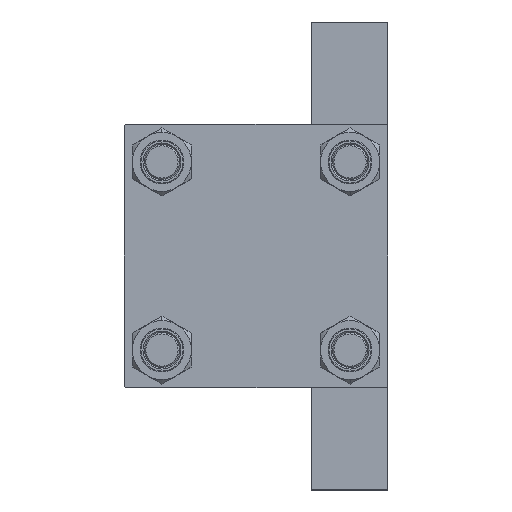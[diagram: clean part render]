
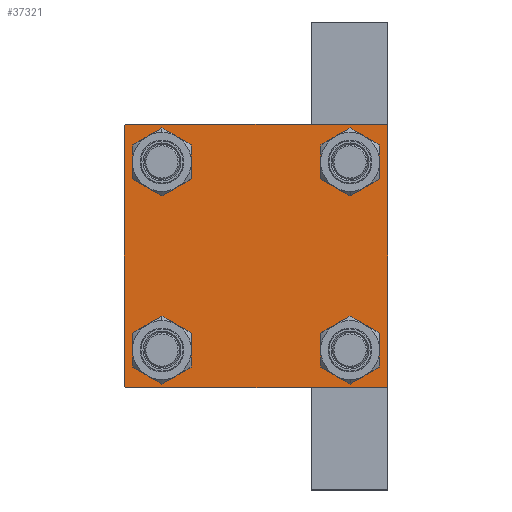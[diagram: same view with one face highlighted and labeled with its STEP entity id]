
A CAD part, left-side view. The second image highlights one B-rep face of the part: STEP entity #37321.
In plain terms, the highlighted planar face has unit normal (-1, 0, 0).
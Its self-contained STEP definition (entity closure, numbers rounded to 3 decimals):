
#53 = CARTESIAN_POINT ( 'NONE',  ( 0., 32.15, 25.65 ) ) ;
#351 = EDGE_LOOP ( 'NONE', ( #43971, #16144 ) ) ;
#595 = LINE ( 'NONE', #37456, #18497 ) ;
#630 = DIRECTION ( 'NONE',  ( 0., 0., 1. ) ) ;
#1247 = VERTEX_POINT ( 'NONE', #13897 ) ;
#1588 = CIRCLE ( 'NONE', #34876, 6.5 ) ;
#3333 = VERTEX_POINT ( 'NONE', #12071 ) ;
#3527 = AXIS2_PLACEMENT_3D ( 'NONE', #10579, #18126, #29506 ) ;
#3535 = CARTESIAN_POINT ( 'NONE',  ( 0., 44.75, 44.75 ) ) ;
#4009 = AXIS2_PLACEMENT_3D ( 'NONE', #28966, #17327, #14165 ) ;
#4834 = EDGE_LOOP ( 'NONE', ( #32530, #7740 ) ) ;
#4842 = LINE ( 'NONE', #24953, #47389 ) ;
#5430 = VERTEX_POINT ( 'NONE', #19113 ) ;
#5763 = DIRECTION ( 'NONE',  ( 0., 0., 1. ) ) ;
#5974 = VERTEX_POINT ( 'NONE', #31281 ) ;
#5994 = LINE ( 'NONE', #16913, #39964 ) ;
#7397 = DIRECTION ( 'NONE',  ( 0., 0., 1. ) ) ;
#7486 = LINE ( 'NONE', #42963, #21357 ) ;
#7740 = ORIENTED_EDGE ( 'NONE', *, *, #14573, .T. ) ;
#8059 = VERTEX_POINT ( 'NONE', #27717 ) ;
#8106 = DIRECTION ( 'NONE',  ( 0., 0., -1. ) ) ;
#8409 = CIRCLE ( 'NONE', #28570, 6.5 ) ;
#8710 = PLANE ( 'NONE',  #9427 ) ;
#8741 = CARTESIAN_POINT ( 'NONE',  ( 0., 45., 45. ) ) ;
#8821 = CIRCLE ( 'NONE', #15793, 6.5 ) ;
#9179 = DIRECTION ( 'NONE',  ( 0., 0., 1. ) ) ;
#9427 = AXIS2_PLACEMENT_3D ( 'NONE', #46046, #42405, #9179 ) ;
#9647 = VERTEX_POINT ( 'NONE', #10588 ) ;
#9761 = DIRECTION ( 'NONE',  ( 0., 0., 1. ) ) ;
#9873 = EDGE_CURVE ( 'NONE', #43907, #9647, #8821, .T. ) ;
#10047 = ORIENTED_EDGE ( 'NONE', *, *, #9873, .T. ) ;
#10100 = VERTEX_POINT ( 'NONE', #26309 ) ;
#10204 = CARTESIAN_POINT ( 'NONE',  ( 0., 32.15, 38.65 ) ) ;
#10579 = CARTESIAN_POINT ( 'NONE',  ( 0., -32.15, -32.15 ) ) ;
#10588 = CARTESIAN_POINT ( 'NONE',  ( 0., 32.15, -25.65 ) ) ;
#11189 = VERTEX_POINT ( 'NONE', #47661 ) ;
#11327 = AXIS2_PLACEMENT_3D ( 'NONE', #42143, #35109, #5763 ) ;
#12071 = CARTESIAN_POINT ( 'NONE',  ( 0., 44.5, -45. ) ) ;
#13579 = VERTEX_POINT ( 'NONE', #40586 ) ;
#13897 = CARTESIAN_POINT ( 'NONE',  ( 0., 45., -44.5 ) ) ;
#13911 = CIRCLE ( 'NONE', #26326, 6.5 ) ;
#14165 = DIRECTION ( 'NONE',  ( 0., 0., 1. ) ) ;
#14275 = CARTESIAN_POINT ( 'NONE',  ( 0., 45., 45. ) ) ;
#14441 = DIRECTION ( 'NONE',  ( 0., 0., 1. ) ) ;
#14573 = EDGE_CURVE ( 'NONE', #47202, #22607, #34413, .T. ) ;
#15793 = AXIS2_PLACEMENT_3D ( 'NONE', #26368, #41139, #26848 ) ;
#16002 = FACE_OUTER_BOUND ( 'NONE', #36094, .T. ) ;
#16144 = ORIENTED_EDGE ( 'NONE', *, *, #28459, .T. ) ;
#16199 = EDGE_CURVE ( 'NONE', #24145, #36845, #41961, .T. ) ;
#16475 = FACE_BOUND ( 'NONE', #351, .T. ) ;
#16913 = CARTESIAN_POINT ( 'NONE',  ( 0., 44.75, -44.75 ) ) ;
#17327 = DIRECTION ( 'NONE',  ( 1., 0., 0. ) ) ;
#17908 = DIRECTION ( 'NONE',  ( 0., 0.707, 0.707 ) ) ;
#18126 = DIRECTION ( 'NONE',  ( 1., 0., 0. ) ) ;
#18497 = VECTOR ( 'NONE', #8106, 1000. ) ;
#18557 = CARTESIAN_POINT ( 'NONE',  ( 0., 44.5, 45. ) ) ;
#18874 = VECTOR ( 'NONE', #36584, 1000. ) ;
#19065 = CARTESIAN_POINT ( 'NONE',  ( 0., 32.15, -32.15 ) ) ;
#19068 = EDGE_LOOP ( 'NONE', ( #44865, #10047 ) ) ;
#19113 = CARTESIAN_POINT ( 'NONE',  ( 0., -45., -44.5 ) ) ;
#19131 = ORIENTED_EDGE ( 'NONE', *, *, #19369, .F. ) ;
#19369 = EDGE_CURVE ( 'NONE', #11189, #5430, #595, .T. ) ;
#19560 = EDGE_CURVE ( 'NONE', #10100, #13579, #8409, .T. ) ;
#20118 = FACE_BOUND ( 'NONE', #4834, .T. ) ;
#20599 = VECTOR ( 'NONE', #43625, 1000. ) ;
#20745 = EDGE_LOOP ( 'NONE', ( #36125, #24008 ) ) ;
#20984 = ORIENTED_EDGE ( 'NONE', *, *, #26777, .T. ) ;
#21357 = VECTOR ( 'NONE', #22276, 1000. ) ;
#21883 = EDGE_CURVE ( 'NONE', #5974, #1247, #39734, .T. ) ;
#22276 = DIRECTION ( 'NONE',  ( 0., -1., 0. ) ) ;
#22419 = CARTESIAN_POINT ( 'NONE',  ( 0., 32.15, 32.15 ) ) ;
#22607 = VERTEX_POINT ( 'NONE', #10204 ) ;
#22704 = DIRECTION ( 'NONE',  ( 1., 0., 0. ) ) ;
#24008 = ORIENTED_EDGE ( 'NONE', *, *, #34602, .T. ) ;
#24145 = VERTEX_POINT ( 'NONE', #18557 ) ;
#24147 = EDGE_CURVE ( 'NONE', #24145, #5974, #41098, .T. ) ;
#24362 = ORIENTED_EDGE ( 'NONE', *, *, #28418, .T. ) ;
#24953 = CARTESIAN_POINT ( 'NONE',  ( 0., -44.75, 44.75 ) ) ;
#25060 = CARTESIAN_POINT ( 'NONE',  ( 0., -32.15, 32.15 ) ) ;
#25557 = EDGE_CURVE ( 'NONE', #3333, #8059, #7486, .T. ) ;
#26309 = CARTESIAN_POINT ( 'NONE',  ( 0., -32.15, 38.65 ) ) ;
#26326 = AXIS2_PLACEMENT_3D ( 'NONE', #34821, #43769, #14441 ) ;
#26368 = CARTESIAN_POINT ( 'NONE',  ( 0., 32.15, -32.15 ) ) ;
#26777 = EDGE_CURVE ( 'NONE', #8059, #5430, #47271, .T. ) ;
#26848 = DIRECTION ( 'NONE',  ( 0., 0., 1. ) ) ;
#27008 = VERTEX_POINT ( 'NONE', #43309 ) ;
#27634 = FACE_BOUND ( 'NONE', #20745, .T. ) ;
#27717 = CARTESIAN_POINT ( 'NONE',  ( 0., -44.5, -45. ) ) ;
#28418 = EDGE_CURVE ( 'NONE', #1247, #3333, #5994, .T. ) ;
#28459 = EDGE_CURVE ( 'NONE', #13579, #10100, #29150, .T. ) ;
#28570 = AXIS2_PLACEMENT_3D ( 'NONE', #25060, #32559, #9761 ) ;
#28573 = EDGE_CURVE ( 'NONE', #30819, #27008, #45330, .T. ) ;
#28681 = ORIENTED_EDGE ( 'NONE', *, *, #24147, .T. ) ;
#28856 = CARTESIAN_POINT ( 'NONE',  ( 0., -44.75, -44.75 ) ) ;
#28966 = CARTESIAN_POINT ( 'NONE',  ( 0., -32.15, -32.15 ) ) ;
#29150 = CIRCLE ( 'NONE', #11327, 6.5 ) ;
#29506 = DIRECTION ( 'NONE',  ( 0., 0., 1. ) ) ;
#29668 = CARTESIAN_POINT ( 'NONE',  ( 0., -44.5, 45. ) ) ;
#30057 = EDGE_CURVE ( 'NONE', #22607, #47202, #13911, .T. ) ;
#30819 = VERTEX_POINT ( 'NONE', #40675 ) ;
#31281 = CARTESIAN_POINT ( 'NONE',  ( 0., 45., 44.5 ) ) ;
#32530 = ORIENTED_EDGE ( 'NONE', *, *, #30057, .T. ) ;
#32559 = DIRECTION ( 'NONE',  ( 1., 0., 0. ) ) ;
#34190 = FACE_BOUND ( 'NONE', #19068, .T. ) ;
#34350 = ORIENTED_EDGE ( 'NONE', *, *, #16199, .F. ) ;
#34413 = CIRCLE ( 'NONE', #43676, 6.5 ) ;
#34602 = EDGE_CURVE ( 'NONE', #27008, #30819, #38868, .T. ) ;
#34821 = CARTESIAN_POINT ( 'NONE',  ( 0., 32.15, 32.15 ) ) ;
#34876 = AXIS2_PLACEMENT_3D ( 'NONE', #19065, #22704, #630 ) ;
#35109 = DIRECTION ( 'NONE',  ( 1., 0., 0. ) ) ;
#36094 = EDGE_LOOP ( 'NONE', ( #47660, #24362, #40583, #20984, #19131, #38390, #34350, #28681 ) ) ;
#36125 = ORIENTED_EDGE ( 'NONE', *, *, #28573, .T. ) ;
#36584 = DIRECTION ( 'NONE',  ( 0., 0., -1. ) ) ;
#36845 = VERTEX_POINT ( 'NONE', #29668 ) ;
#37321 = ADVANCED_FACE ( 'NONE', ( #16475, #27634, #34190, #20118, #16002 ), #8710, .T. ) ;
#37411 = EDGE_CURVE ( 'NONE', #11189, #36845, #4842, .T. ) ;
#37456 = CARTESIAN_POINT ( 'NONE',  ( 0., -45., 45. ) ) ;
#38390 = ORIENTED_EDGE ( 'NONE', *, *, #37411, .T. ) ;
#38868 = CIRCLE ( 'NONE', #4009, 6.5 ) ;
#39734 = LINE ( 'NONE', #14275, #18874 ) ;
#39964 = VECTOR ( 'NONE', #46491, 1000. ) ;
#40583 = ORIENTED_EDGE ( 'NONE', *, *, #25557, .T. ) ;
#40586 = CARTESIAN_POINT ( 'NONE',  ( 0., -32.15, 25.65 ) ) ;
#40616 = DIRECTION ( 'NONE',  ( 0., 0.707, -0.707 ) ) ;
#40675 = CARTESIAN_POINT ( 'NONE',  ( 0., -32.15, -25.65 ) ) ;
#41098 = LINE ( 'NONE', #3535, #41429 ) ;
#41139 = DIRECTION ( 'NONE',  ( 1., 0., 0. ) ) ;
#41323 = DIRECTION ( 'NONE',  ( 1., 0., 0. ) ) ;
#41429 = VECTOR ( 'NONE', #40616, 1000. ) ;
#41726 = DIRECTION ( 'NONE',  ( 0., -1., 0. ) ) ;
#41961 = LINE ( 'NONE', #8741, #44539 ) ;
#42143 = CARTESIAN_POINT ( 'NONE',  ( 0., -32.15, 32.15 ) ) ;
#42405 = DIRECTION ( 'NONE',  ( -1., 0., 0. ) ) ;
#42961 = CARTESIAN_POINT ( 'NONE',  ( 0., 32.15, -38.65 ) ) ;
#42963 = CARTESIAN_POINT ( 'NONE',  ( 0., 45., -45. ) ) ;
#43309 = CARTESIAN_POINT ( 'NONE',  ( 0., -32.15, -38.65 ) ) ;
#43625 = DIRECTION ( 'NONE',  ( 0., -0.707, 0.707 ) ) ;
#43676 = AXIS2_PLACEMENT_3D ( 'NONE', #22419, #41323, #7397 ) ;
#43769 = DIRECTION ( 'NONE',  ( 1., 0., 0. ) ) ;
#43907 = VERTEX_POINT ( 'NONE', #42961 ) ;
#43971 = ORIENTED_EDGE ( 'NONE', *, *, #19560, .T. ) ;
#44539 = VECTOR ( 'NONE', #41726, 1000. ) ;
#44865 = ORIENTED_EDGE ( 'NONE', *, *, #45568, .T. ) ;
#45330 = CIRCLE ( 'NONE', #3527, 6.5 ) ;
#45568 = EDGE_CURVE ( 'NONE', #9647, #43907, #1588, .T. ) ;
#46046 = CARTESIAN_POINT ( 'NONE',  ( 0., 0., 0. ) ) ;
#46491 = DIRECTION ( 'NONE',  ( 0., -0.707, -0.707 ) ) ;
#47202 = VERTEX_POINT ( 'NONE', #53 ) ;
#47271 = LINE ( 'NONE', #28856, #20599 ) ;
#47389 = VECTOR ( 'NONE', #17908, 1000. ) ;
#47660 = ORIENTED_EDGE ( 'NONE', *, *, #21883, .T. ) ;
#47661 = CARTESIAN_POINT ( 'NONE',  ( 0., -45., 44.5 ) ) ;
